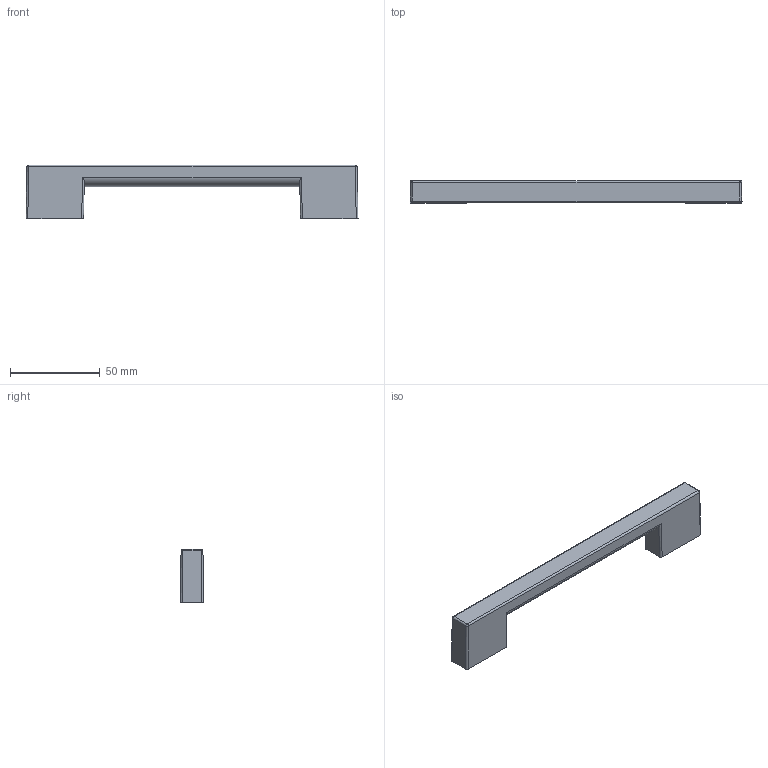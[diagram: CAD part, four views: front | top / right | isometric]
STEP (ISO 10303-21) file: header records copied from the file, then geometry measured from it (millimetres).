
FILE_DESCRIPTION(('Creo Elements/Direct Modeling STEP Export'),'2;1');
FILE_NAME('1956-185.stp','2021-05-26T13:46:46',(''),(''),'Creo Elements/Direct Modeling STEP processor for AP214 (Solid Model)','Creo Elements/Direct Modeling 20.0 12-Nov-2016 (C) Parametric Technology GmbH','');
FILE_SCHEMA(('AUTOMOTIVE_DESIGN { 1 0 10303 214 1 1 1 1 }'));
Length unit declared in the file: millimetre
Products named in the file (1): 1956-185
Bounding box: 185.1 x 12.8 x 30 mm (x, y, z)
Volume: 33482.5 mm3; surface area: 14749 mm2
Topology: 1 solids, 1 shells, 120 faces, 314 edges, 192 vertices
Faces by surface type: cylinder 47, plane 43, cone 14, bspline 12, sphere 4
Entity records: 6272 total; most frequent: CARTESIAN_POINT 3425, ORIENTED_EDGE 604, DIRECTION 530, EDGE_CURVE 302, AXIS2_PLACEMENT_3D 197, VERTEX_POINT 192, VECTOR 136, LINE 136
